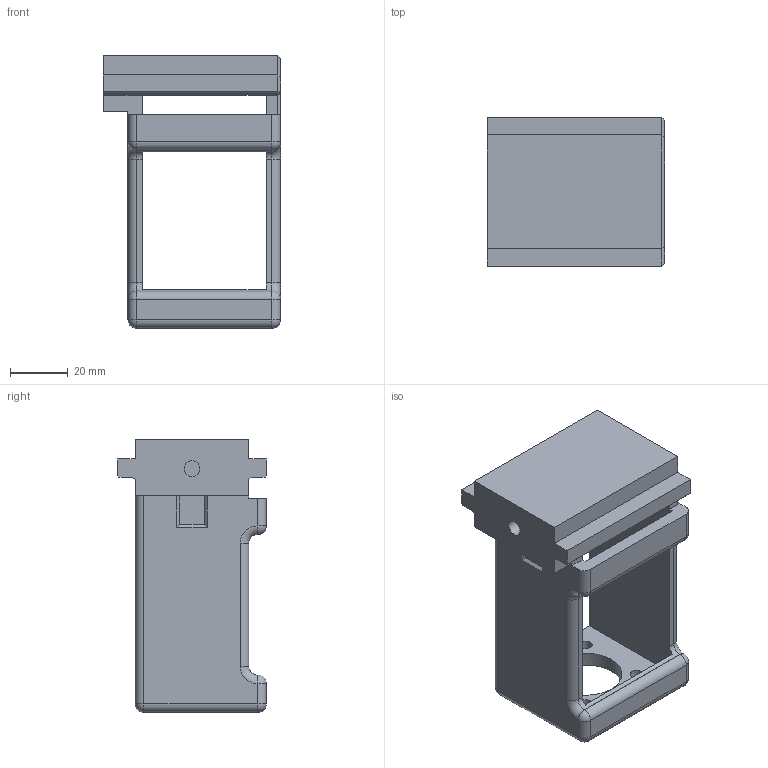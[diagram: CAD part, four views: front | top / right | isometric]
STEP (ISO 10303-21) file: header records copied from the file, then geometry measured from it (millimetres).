
FILE_DESCRIPTION(/* description */ (''),/* implementation_level */ '2;1');
FILE_NAME(/* name */ 'Step''s/1-Belt Stepper direct drive Mount2 v2.step',/* time_stamp */ '2019-10-20T16:51:36-04:00',/* author */ (''),/* organization */ (''),/* preprocessor_version */ 'ST-DEVELOPER v18',/* originating_system */ 'Autodesk Translation Framework v8.6.0.1094',/* authorisation */ '');
FILE_SCHEMA (('AUTOMOTIVE_DESIGN { 1 0 10303 214 3 1 1 }'));
Length unit declared in the file: millimetre
Products named in the file (1): 1-Belt Stepper direct drive Mount2
Bounding box: 61.5 x 51.7 x 94.8 mm (x, y, z)
Volume: 81825.3 mm3; surface area: 29750.1 mm2
Topology: 1 solids, 1 shells, 115 faces, 280 edges, 168 vertices
Faces by surface type: plane 65, cylinder 36, sphere 10, torus 4
Full cylindrical faces by diameter (mm): 4.5 x4, 5.5 x2, 8 x4
Entity records: 3387 total; most frequent: DIRECTION 589, CARTESIAN_POINT 582, ORIENTED_EDGE 560, EDGE_CURVE 280, LINE 199, VECTOR 199, AXIS2_PLACEMENT_3D 195, VERTEX_POINT 168
